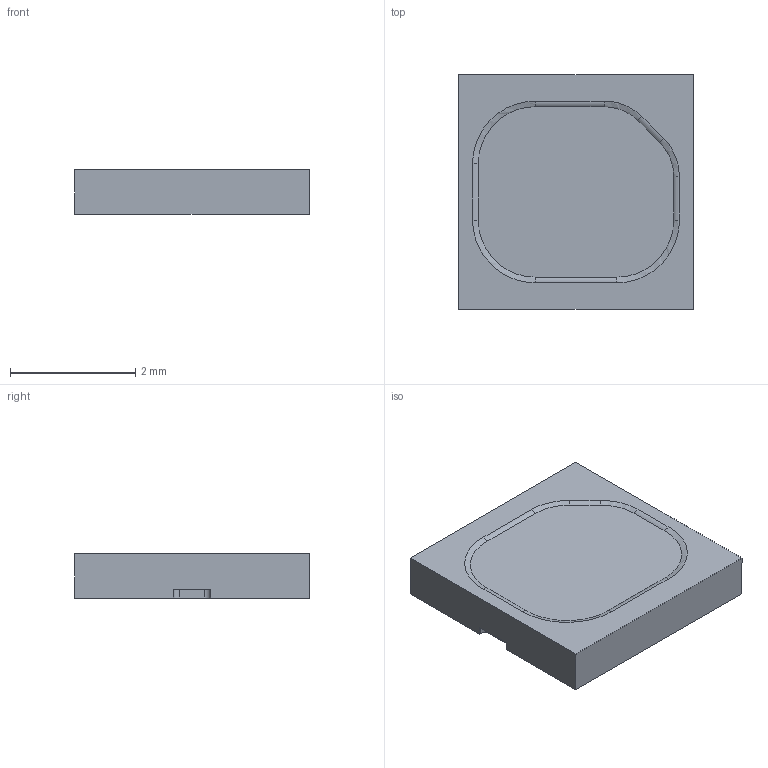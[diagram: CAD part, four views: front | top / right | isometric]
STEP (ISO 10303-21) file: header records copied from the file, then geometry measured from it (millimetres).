
FILE_DESCRIPTION (( 'STEP AP203' ), '1' );
FILE_NAME ('SFH_4735_20170324_geometry.STEP', '2017-03-24T10:04:30', ( '' ), ( '' ), 'SwSTEP 2.0', 'SolidWorks 2015', '' );
FILE_SCHEMA (( 'CONFIG_CONTROL_DESIGN' ));
Length unit declared in the file: millimetre
Products named in the file (1): SFH_4735_20170324_geometry
Bounding box: 3.75 x 3.75 x 0.7 mm (x, y, z)
Volume: 9.6 mm3; surface area: 38.8 mm2
Topology: 1 solids, 1 shells, 29 faces, 78 edges, 52 vertices
Faces by surface type: plane 15, cylinder 9, bspline 5
Entity records: 1047 total; most frequent: CARTESIAN_POINT 250, ORIENTED_EDGE 156, DIRECTION 146, EDGE_CURVE 78, VERTEX_POINT 52, LINE 50, VECTOR 50, AXIS2_PLACEMENT_3D 48
